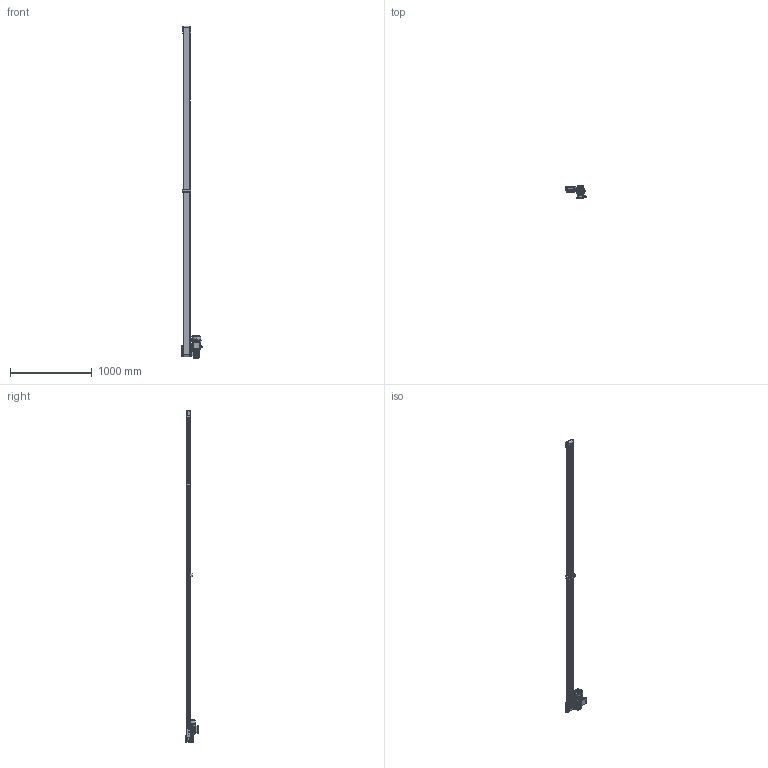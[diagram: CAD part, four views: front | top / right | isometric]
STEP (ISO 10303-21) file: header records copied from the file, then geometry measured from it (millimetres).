
FILE_DESCRIPTION (( 'STEP AP214' ), '1' );
FILE_NAME ('C4E0804M020000 - Convoyeur 40 - 80x4000 2m-min.STEP', '2024-09-30T13:00:28', ( '' ), ( '' ), 'SwSTEP 2.0', 'SolidWorks 2021', '' );
FILE_SCHEMA (( 'AUTOMOTIVE_DESIGN' ));
Length unit declared in the file: millimetre
Products named in the file (1): C4E0804M020000 - Convoyeur 40 - 80x4000 2m-min
Bounding box: 246.64 x 165 x 4062.3 mm (x, y, z)
Volume: 7941920.6 mm3; surface area: 5470471 mm2
Topology: 48 solids, 55 shells, 4069 faces, 10892 edges, 7062 vertices
Faces by surface type: plane 2508, cylinder 1169, cone 289, bspline 76, torus 19, sphere 8
Entity records: 175953 total; most frequent: CARTESIAN_POINT 28717, ORIENTED_EDGE 21696, DIRECTION 20686, EDGE_CURVE 10848, VERTEX_POINT 7062, LINE 6912, VECTOR 6912, AXIS2_PLACEMENT_3D 6887
